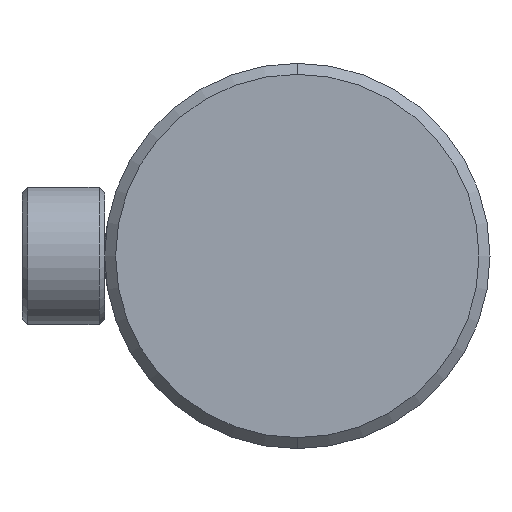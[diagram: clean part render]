
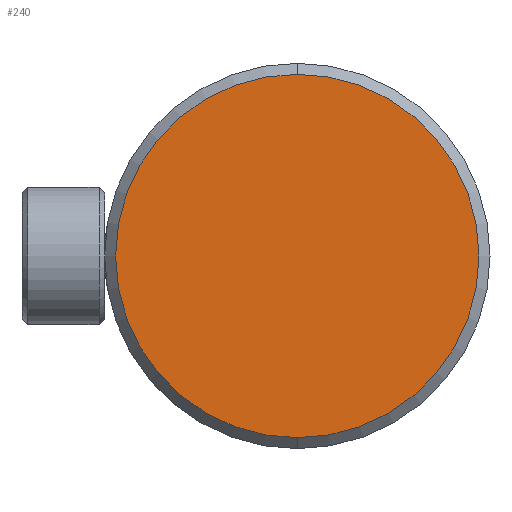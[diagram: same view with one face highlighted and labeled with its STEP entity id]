
A CAD part, left-side view. The second image highlights one B-rep face of the part: STEP entity #240.
In plain terms, the highlighted planar face has unit normal (-1, 0, 0).
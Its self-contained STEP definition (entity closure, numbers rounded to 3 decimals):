
#149 = CARTESIAN_POINT ( 'NONE',  ( -13., 0., -33. ) ) ;
#240 = ADVANCED_FACE ( 'NONE', ( #554 ), #1616, .F. ) ;
#554 = FACE_OUTER_BOUND ( 'NONE', #2433, .T. ) ;
#1031 = CARTESIAN_POINT ( 'NONE',  ( -13., 0., 0. ) ) ;
#1095 = CIRCLE ( 'NONE', #3058, 33. ) ;
#1178 = DIRECTION ( 'NONE',  ( 1., 0., 0. ) ) ;
#1283 = DIRECTION ( 'NONE',  ( -1., 0., 0. ) ) ;
#1327 = CARTESIAN_POINT ( 'NONE',  ( -13., 0., 0. ) ) ;
#1467 = EDGE_CURVE ( 'NONE', #1610, #2833, #1095, .T. ) ;
#1610 = VERTEX_POINT ( 'NONE', #149 ) ;
#1616 = PLANE ( 'NONE',  #2203 ) ;
#1672 = ORIENTED_EDGE ( 'NONE', *, *, #2530, .T. ) ;
#1872 = ORIENTED_EDGE ( 'NONE', *, *, #1467, .T. ) ;
#1944 = DIRECTION ( 'NONE',  ( 0., 0., 1. ) ) ;
#1950 = DIRECTION ( 'NONE',  ( 0., 0., -1. ) ) ;
#1957 = AXIS2_PLACEMENT_3D ( 'NONE', #2349, #1283, #1944 ) ;
#2203 = AXIS2_PLACEMENT_3D ( 'NONE', #1031, #1178, #1950 ) ;
#2349 = CARTESIAN_POINT ( 'NONE',  ( -13., 0., 0. ) ) ;
#2433 = EDGE_LOOP ( 'NONE', ( #1872, #1672 ) ) ;
#2471 = CARTESIAN_POINT ( 'NONE',  ( -13., 0., 33. ) ) ;
#2530 = EDGE_CURVE ( 'NONE', #2833, #1610, #2548, .T. ) ;
#2548 = CIRCLE ( 'NONE', #1957, 33. ) ;
#2833 = VERTEX_POINT ( 'NONE', #2471 ) ;
#2958 = DIRECTION ( 'NONE',  ( -1., 0., 0. ) ) ;
#3006 = DIRECTION ( 'NONE',  ( 0., 0., 1. ) ) ;
#3058 = AXIS2_PLACEMENT_3D ( 'NONE', #1327, #2958, #3006 ) ;
